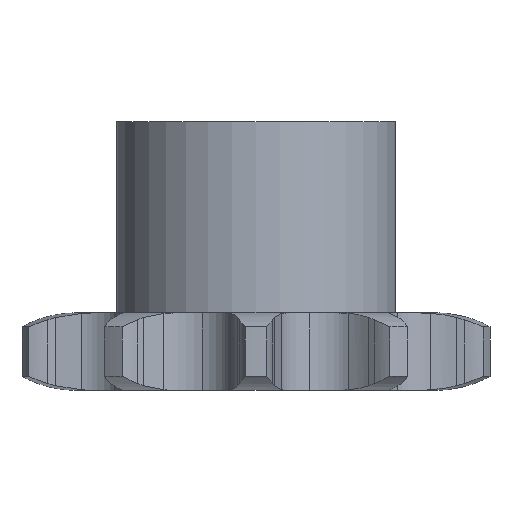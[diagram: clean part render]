
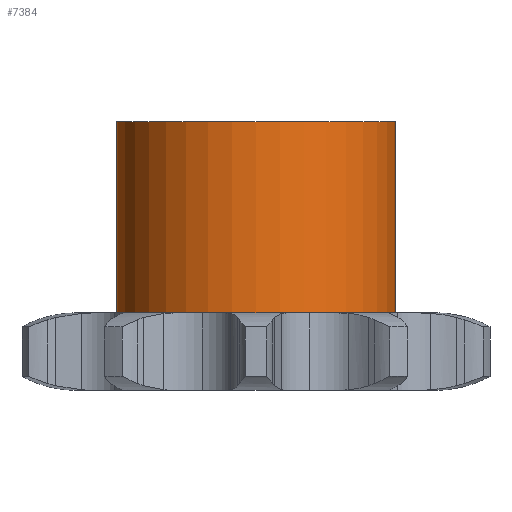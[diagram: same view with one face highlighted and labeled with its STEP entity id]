
A CAD part, left-side view. The second image highlights one B-rep face of the part: STEP entity #7384.
In plain terms, the highlighted cylindrical face has radius 13 mm (diameter 26 mm), a full revolution.
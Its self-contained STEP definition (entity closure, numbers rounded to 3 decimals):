
#452 = PLANE('',#453);
#453 = AXIS2_PLACEMENT_3D('',#454,#455,#456);
#454 = CARTESIAN_POINT('',(0.,0.,7.2));
#455 = DIRECTION('',(-0.,-0.,-1.));
#456 = DIRECTION('',(-1.,0.,0.));
#1921 = EDGE_CURVE('',#1922,#1922,#1924,.T.);
#1922 = VERTEX_POINT('',#1923);
#1923 = CARTESIAN_POINT('',(13.,0.,7.2));
#1924 = SURFACE_CURVE('',#1925,(#1930,#1937),.PCURVE_S1.);
#1925 = CIRCLE('',#1926,13.);
#1926 = AXIS2_PLACEMENT_3D('',#1927,#1928,#1929);
#1927 = CARTESIAN_POINT('',(0.,0.,7.2));
#1928 = DIRECTION('',(0.,0.,-1.));
#1929 = DIRECTION('',(1.,0.,0.));
#1930 = PCURVE('',#452,#1931);
#1931 = DEFINITIONAL_REPRESENTATION('',(#1932),#1936);
#1932 = CIRCLE('',#1933,13.);
#1933 = AXIS2_PLACEMENT_2D('',#1934,#1935);
#1934 = CARTESIAN_POINT('',(0.,0.));
#1935 = DIRECTION('',(-1.,0.));
#1936 = ( GEOMETRIC_REPRESENTATION_CONTEXT(2) 
PARAMETRIC_REPRESENTATION_CONTEXT() REPRESENTATION_CONTEXT('2D SPACE',''
  ) );
#1937 = PCURVE('',#1938,#1943);
#1938 = CYLINDRICAL_SURFACE('',#1939,13.);
#1939 = AXIS2_PLACEMENT_3D('',#1940,#1941,#1942);
#1940 = CARTESIAN_POINT('',(0.,0.,0.));
#1941 = DIRECTION('',(-0.,-0.,-1.));
#1942 = DIRECTION('',(1.,0.,0.));
#1943 = DEFINITIONAL_REPRESENTATION('',(#1944),#1948);
#1944 = LINE('',#1945,#1946);
#1945 = CARTESIAN_POINT('',(-6.283,-7.2));
#1946 = VECTOR('',#1947,1.);
#1947 = DIRECTION('',(1.,-0.));
#1948 = ( GEOMETRIC_REPRESENTATION_CONTEXT(2) 
PARAMETRIC_REPRESENTATION_CONTEXT() REPRESENTATION_CONTEXT('2D SPACE',''
  ) );
#7384 = ADVANCED_FACE('',(#7385),#1938,.T.);
#7385 = FACE_BOUND('',#7386,.F.);
#7386 = EDGE_LOOP('',(#7387,#7388,#7411,#7438));
#7387 = ORIENTED_EDGE('',*,*,#1921,.T.);
#7388 = ORIENTED_EDGE('',*,*,#7389,.T.);
#7389 = EDGE_CURVE('',#1922,#7390,#7392,.T.);
#7390 = VERTEX_POINT('',#7391);
#7391 = CARTESIAN_POINT('',(13.,0.,25.));
#7392 = SEAM_CURVE('',#7393,(#7397,#7404),.PCURVE_S1.);
#7393 = LINE('',#7394,#7395);
#7394 = CARTESIAN_POINT('',(13.,0.,0.));
#7395 = VECTOR('',#7396,1.);
#7396 = DIRECTION('',(0.,0.,1.));
#7397 = PCURVE('',#1938,#7398);
#7398 = DEFINITIONAL_REPRESENTATION('',(#7399),#7403);
#7399 = LINE('',#7400,#7401);
#7400 = CARTESIAN_POINT('',(-6.283,0.));
#7401 = VECTOR('',#7402,1.);
#7402 = DIRECTION('',(-0.,-1.));
#7403 = ( GEOMETRIC_REPRESENTATION_CONTEXT(2) 
PARAMETRIC_REPRESENTATION_CONTEXT() REPRESENTATION_CONTEXT('2D SPACE',''
  ) );
#7404 = PCURVE('',#1938,#7405);
#7405 = DEFINITIONAL_REPRESENTATION('',(#7406),#7410);
#7406 = LINE('',#7407,#7408);
#7407 = CARTESIAN_POINT('',(-0.,0.));
#7408 = VECTOR('',#7409,1.);
#7409 = DIRECTION('',(-0.,-1.));
#7410 = ( GEOMETRIC_REPRESENTATION_CONTEXT(2) 
PARAMETRIC_REPRESENTATION_CONTEXT() REPRESENTATION_CONTEXT('2D SPACE',''
  ) );
#7411 = ORIENTED_EDGE('',*,*,#7412,.T.);
#7412 = EDGE_CURVE('',#7390,#7390,#7413,.T.);
#7413 = SURFACE_CURVE('',#7414,(#7419,#7426),.PCURVE_S1.);
#7414 = CIRCLE('',#7415,13.);
#7415 = AXIS2_PLACEMENT_3D('',#7416,#7417,#7418);
#7416 = CARTESIAN_POINT('',(0.,0.,25.));
#7417 = DIRECTION('',(0.,0.,1.));
#7418 = DIRECTION('',(1.,0.,0.));
#7419 = PCURVE('',#1938,#7420);
#7420 = DEFINITIONAL_REPRESENTATION('',(#7421),#7425);
#7421 = LINE('',#7422,#7423);
#7422 = CARTESIAN_POINT('',(-0.,-25.));
#7423 = VECTOR('',#7424,1.);
#7424 = DIRECTION('',(-1.,0.));
#7425 = ( GEOMETRIC_REPRESENTATION_CONTEXT(2) 
PARAMETRIC_REPRESENTATION_CONTEXT() REPRESENTATION_CONTEXT('2D SPACE',''
  ) );
#7426 = PCURVE('',#7427,#7432);
#7427 = PLANE('',#7428);
#7428 = AXIS2_PLACEMENT_3D('',#7429,#7430,#7431);
#7429 = CARTESIAN_POINT('',(0.,0.,25.)
  );
#7430 = DIRECTION('',(0.,0.,1.));
#7431 = DIRECTION('',(1.,0.,0.));
#7432 = DEFINITIONAL_REPRESENTATION('',(#7433),#7437);
#7433 = CIRCLE('',#7434,13.);
#7434 = AXIS2_PLACEMENT_2D('',#7435,#7436);
#7435 = CARTESIAN_POINT('',(0.,0.));
#7436 = DIRECTION('',(1.,0.));
#7437 = ( GEOMETRIC_REPRESENTATION_CONTEXT(2) 
PARAMETRIC_REPRESENTATION_CONTEXT() REPRESENTATION_CONTEXT('2D SPACE',''
  ) );
#7438 = ORIENTED_EDGE('',*,*,#7389,.F.);
